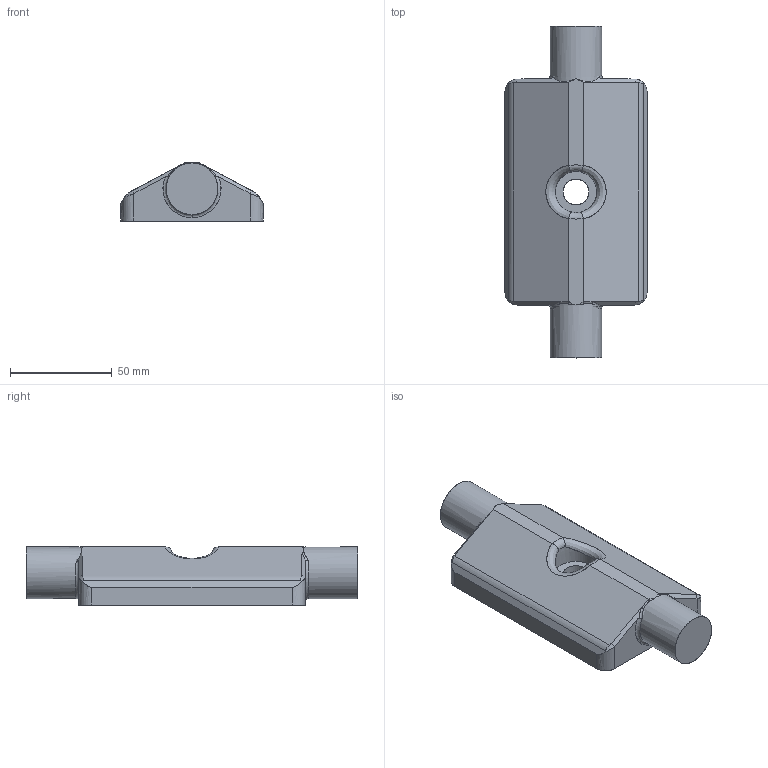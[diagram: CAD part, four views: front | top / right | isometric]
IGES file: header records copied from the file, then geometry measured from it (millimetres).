
Global section: file name: LowProfileTrunnion.igs; native system: Unigraphics Version X V2.0; preprocessor: Unigraphics NX IGES V2.0; date: 20070914.131624; units: inch
Bounding box: 69.85 x 163.19 x 28.57 mm (x, y, z)
Surface area: 30248.8 mm2 (no closed solid volume)
Topology: 0 solids, 0 shells, 129 faces, 1610 edges, 1604 vertices
Faces by surface type: extrusion 74, revolution 43, bspline 12
